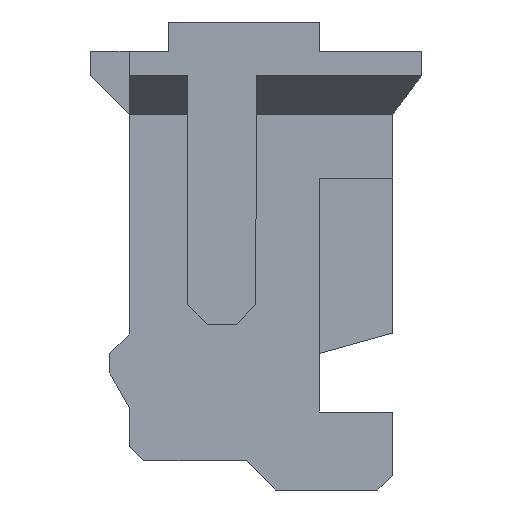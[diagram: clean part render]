
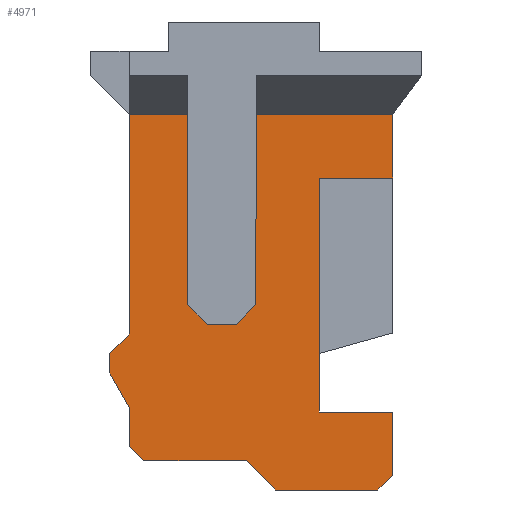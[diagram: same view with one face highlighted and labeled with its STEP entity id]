
A CAD part, left-side view. The second image highlights one B-rep face of the part: STEP entity #4971.
In plain terms, the highlighted planar face has unit normal (-1, 0, 0).
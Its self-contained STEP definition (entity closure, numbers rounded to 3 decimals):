
#590=ORIENTED_EDGE('',*,*,#1962,.T.);
#591=ORIENTED_EDGE('',*,*,#1963,.T.);
#592=ORIENTED_EDGE('',*,*,#1665,.T.);
#593=ORIENTED_EDGE('',*,*,#1964,.F.);
#594=ORIENTED_EDGE('',*,*,#1965,.T.);
#595=ORIENTED_EDGE('',*,*,#1966,.T.);
#596=ORIENTED_EDGE('',*,*,#1612,.T.);
#597=ORIENTED_EDGE('',*,*,#1967,.F.);
#598=ORIENTED_EDGE('',*,*,#1968,.F.);
#599=ORIENTED_EDGE('',*,*,#1969,.F.);
#600=ORIENTED_EDGE('',*,*,#1970,.F.);
#601=ORIENTED_EDGE('',*,*,#1971,.F.);
#602=ORIENTED_EDGE('',*,*,#1972,.F.);
#603=ORIENTED_EDGE('',*,*,#1973,.F.);
#604=ORIENTED_EDGE('',*,*,#1584,.T.);
#605=ORIENTED_EDGE('',*,*,#1974,.T.);
#606=ORIENTED_EDGE('',*,*,#1975,.T.);
#607=ORIENTED_EDGE('',*,*,#1976,.T.);
#608=ORIENTED_EDGE('',*,*,#1580,.T.);
#609=ORIENTED_EDGE('',*,*,#1977,.T.);
#610=ORIENTED_EDGE('',*,*,#1978,.F.);
#611=ORIENTED_EDGE('',*,*,#1979,.F.);
#1580=EDGE_CURVE('',#2301,#2300,#2762,.T.);
#1584=EDGE_CURVE('',#2305,#2304,#2766,.T.);
#1612=EDGE_CURVE('',#2327,#2296,#2793,.T.);
#1665=EDGE_CURVE('',#2373,#2374,#2846,.T.);
#1962=EDGE_CURVE('',#2600,#2601,#3136,.T.);
#1963=EDGE_CURVE('',#2601,#2373,#3137,.T.);
#1964=EDGE_CURVE('',#2602,#2374,#3138,.T.);
#1965=EDGE_CURVE('',#2602,#2603,#3139,.T.);
#1966=EDGE_CURVE('',#2603,#2327,#3140,.T.);
#1967=EDGE_CURVE('',#2604,#2296,#3141,.T.);
#1968=EDGE_CURVE('',#2605,#2604,#3142,.T.);
#1969=EDGE_CURVE('',#2606,#2605,#3143,.T.);
#1970=EDGE_CURVE('',#2607,#2606,#3144,.T.);
#1971=EDGE_CURVE('',#2608,#2607,#3145,.T.);
#1972=EDGE_CURVE('',#2609,#2608,#3146,.T.);
#1973=EDGE_CURVE('',#2305,#2609,#3147,.T.);
#1974=EDGE_CURVE('',#2304,#2610,#3148,.T.);
#1975=EDGE_CURVE('',#2610,#2611,#3149,.T.);
#1976=EDGE_CURVE('',#2611,#2301,#3150,.T.);
#1977=EDGE_CURVE('',#2300,#2612,#3151,.F.);
#1978=EDGE_CURVE('',#2613,#2612,#3152,.T.);
#1979=EDGE_CURVE('',#2600,#2613,#3153,.T.);
#2296=VERTEX_POINT('',#6850);
#2300=VERTEX_POINT('',#6859);
#2301=VERTEX_POINT('',#6861);
#2304=VERTEX_POINT('',#6867);
#2305=VERTEX_POINT('',#6869);
#2327=VERTEX_POINT('',#6921);
#2373=VERTEX_POINT('',#7026);
#2374=VERTEX_POINT('',#7027);
#2600=VERTEX_POINT('',#7612);
#2601=VERTEX_POINT('',#7613);
#2602=VERTEX_POINT('',#7616);
#2603=VERTEX_POINT('',#7618);
#2604=VERTEX_POINT('',#7621);
#2605=VERTEX_POINT('',#7623);
#2606=VERTEX_POINT('',#7625);
#2607=VERTEX_POINT('',#7627);
#2608=VERTEX_POINT('',#7629);
#2609=VERTEX_POINT('',#7631);
#2610=VERTEX_POINT('',#7634);
#2611=VERTEX_POINT('',#7636);
#2612=VERTEX_POINT('',#7639);
#2613=VERTEX_POINT('',#7641);
#2762=LINE('',#6860,#3472);
#2766=LINE('',#6868,#3476);
#2793=LINE('',#6920,#3503);
#2846=LINE('',#7025,#3556);
#3136=LINE('',#7611,#3846);
#3137=LINE('',#7614,#3847);
#3138=LINE('',#7615,#3848);
#3139=LINE('',#7617,#3849);
#3140=LINE('',#7619,#3850);
#3141=LINE('',#7620,#3851);
#3142=LINE('',#7622,#3852);
#3143=LINE('',#7624,#3853);
#3144=LINE('',#7626,#3854);
#3145=LINE('',#7628,#3855);
#3146=LINE('',#7630,#3856);
#3147=LINE('',#7632,#3857);
#3148=LINE('',#7633,#3858);
#3149=LINE('',#7635,#3859);
#3150=LINE('',#7637,#3860);
#3151=LINE('',#7638,#3861);
#3152=LINE('',#7640,#3862);
#3153=LINE('',#7642,#3863);
#3472=VECTOR('',#5536,1000.);
#3476=VECTOR('',#5540,1000.);
#3503=VECTOR('',#5573,1000.);
#3556=VECTOR('',#5638,1000.);
#3846=VECTOR('',#6066,1000.);
#3847=VECTOR('',#6067,1000.);
#3848=VECTOR('',#6068,1000.);
#3849=VECTOR('',#6069,1000.);
#3850=VECTOR('',#6070,1000.);
#3851=VECTOR('',#6071,1000.);
#3852=VECTOR('',#6072,1000.);
#3853=VECTOR('',#6073,1000.);
#3854=VECTOR('',#6074,1000.);
#3855=VECTOR('',#6075,1000.);
#3856=VECTOR('',#6076,1000.);
#3857=VECTOR('',#6077,1000.);
#3858=VECTOR('',#6078,1000.);
#3859=VECTOR('',#6079,1000.);
#3860=VECTOR('',#6080,1000.);
#3861=VECTOR('',#6081,1000.);
#3862=VECTOR('',#6082,1000.);
#3863=VECTOR('',#6083,1000.);
#4179=EDGE_LOOP('',(#590,#591,#592,#593,#594,#595,#596,#597,#598,#599,#600,
#601,#602,#603,#604,#605,#606,#607,#608,#609,#610,#611));
#4451=FACE_BOUND('',#4179,.T.);
#4723=PLANE('',#5250);
#4971=ADVANCED_FACE('',(#4451),#4723,.F.);
#5250=AXIS2_PLACEMENT_3D('',#7610,#6064,#6065);
#5536=DIRECTION('',(0.,0.,-1.));
#5540=DIRECTION('',(0.,0.,-1.));
#5573=DIRECTION('',(0.,0.,1.));
#5638=DIRECTION('',(0.,0.,1.));
#6064=DIRECTION('',(1.,0.,0.));
#6065=DIRECTION('',(0.,0.,-1.));
#6066=DIRECTION('',(0.,-1.,0.));
#6067=DIRECTION('',(0.,-0.707,0.707));
#6068=DIRECTION('',(0.,-1.,0.));
#6069=DIRECTION('',(0.,0.,1.));
#6070=DIRECTION('',(0.,-1.,0.));
#6071=DIRECTION('',(0.,-1.,0.));
#6072=DIRECTION('',(0.,0.,1.));
#6073=DIRECTION('',(0.,-0.707,0.707));
#6074=DIRECTION('',(0.,-1.,0.));
#6075=DIRECTION('',(0.,-0.707,-0.707));
#6076=DIRECTION('',(0.,0.,-1.));
#6077=DIRECTION('',(0.,-1.,0.));
#6078=DIRECTION('',(0.,0.707,-0.707));
#6079=DIRECTION('',(0.,0.,-1.));
#6080=DIRECTION('',(0.,-0.496,-0.868));
#6081=DIRECTION('',(0.,0.707,0.707));
#6082=DIRECTION('',(0.,1.,0.));
#6083=DIRECTION('',(0.,0.707,0.707));
#6850=CARTESIAN_POINT('',(-6.15,-1.2,1.45));
#6859=CARTESIAN_POINT('',(-6.15,1.5,-1.95));
#6860=CARTESIAN_POINT('',(-6.15,1.5,2.4));
#6861=CARTESIAN_POINT('',(-6.15,1.5,-1.55));
#6867=CARTESIAN_POINT('',(-6.15,1.5,-0.8));
#6868=CARTESIAN_POINT('',(-6.15,1.5,2.4));
#6869=CARTESIAN_POINT('',(-6.15,1.5,1.45));
#6920=CARTESIAN_POINT('',(-6.15,-1.2,-2.4));
#6921=CARTESIAN_POINT('',(-6.15,-1.2,0.8));
#7025=CARTESIAN_POINT('',(-6.15,-1.2,-2.4));
#7026=CARTESIAN_POINT('',(-6.15,-1.2,-2.25));
#7027=CARTESIAN_POINT('',(-6.15,-1.2,-1.6));
#7610=CARTESIAN_POINT('',(-6.15,13.181,-2.4));
#7611=CARTESIAN_POINT('',(-6.15,13.181,-2.4));
#7612=CARTESIAN_POINT('',(-6.15,0.,-2.4));
#7613=CARTESIAN_POINT('',(-6.15,-1.05,-2.4));
#7614=CARTESIAN_POINT('',(-6.15,-1.05,-2.4));
#7615=CARTESIAN_POINT('',(-6.15,-0.45,-1.6));
#7616=CARTESIAN_POINT('',(-6.15,-0.45,-1.6));
#7617=CARTESIAN_POINT('',(-6.15,-0.45,0.8));
#7618=CARTESIAN_POINT('',(-6.15,-0.45,0.8));
#7619=CARTESIAN_POINT('',(-6.15,-0.45,0.8));
#7620=CARTESIAN_POINT('',(-6.15,13.181,1.45));
#7621=CARTESIAN_POINT('',(-6.15,0.2,1.45));
#7622=CARTESIAN_POINT('',(-6.15,0.2,-2.4));
#7623=CARTESIAN_POINT('',(-6.15,0.2,-0.5));
#7624=CARTESIAN_POINT('',(-6.15,7.64,-7.94));
#7625=CARTESIAN_POINT('',(-6.15,0.4,-0.7));
#7626=CARTESIAN_POINT('',(-6.15,13.181,-0.7));
#7627=CARTESIAN_POINT('',(-6.15,0.7,-0.7));
#7628=CARTESIAN_POINT('',(-6.15,6.09,4.69));
#7629=CARTESIAN_POINT('',(-6.15,0.9,-0.5));
#7630=CARTESIAN_POINT('',(-6.15,0.9,-2.4));
#7631=CARTESIAN_POINT('',(-6.15,0.9,1.45));
#7632=CARTESIAN_POINT('',(-6.15,13.181,1.45));
#7633=CARTESIAN_POINT('',(-6.15,1.5,-0.8));
#7634=CARTESIAN_POINT('',(-6.15,1.7,-1.));
#7635=CARTESIAN_POINT('',(-6.15,1.7,-0.8));
#7636=CARTESIAN_POINT('',(-6.15,1.7,-1.2));
#7637=CARTESIAN_POINT('',(-6.15,1.5,-1.55));
#7638=CARTESIAN_POINT('',(-6.15,1.35,-2.1));
#7639=CARTESIAN_POINT('',(-6.15,1.35,-2.1));
#7640=CARTESIAN_POINT('',(-6.15,13.181,-2.1));
#7641=CARTESIAN_POINT('',(-6.15,0.3,-2.1));
#7642=CARTESIAN_POINT('',(-6.15,6.59,4.19));
